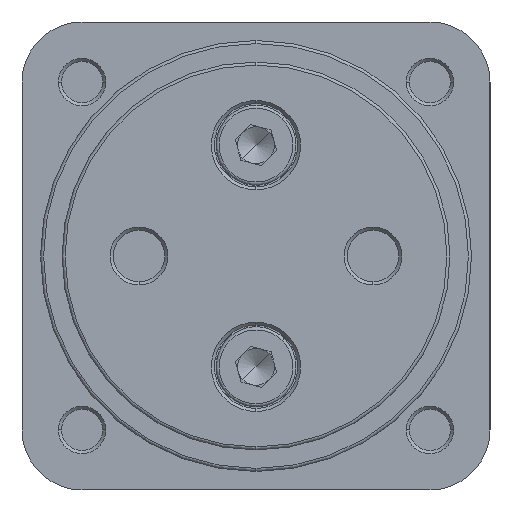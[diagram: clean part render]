
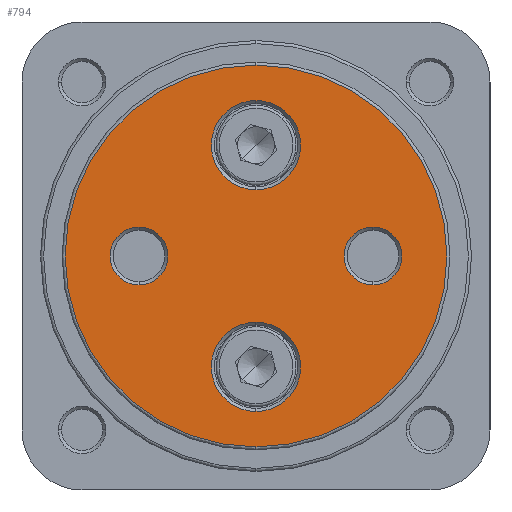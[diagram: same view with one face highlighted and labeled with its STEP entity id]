
A CAD part, left-side view. The second image highlights one B-rep face of the part: STEP entity #794.
In plain terms, the highlighted planar face has unit normal (-1, 0, 0).
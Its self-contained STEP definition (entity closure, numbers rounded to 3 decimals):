
#301 = EDGE_CURVE ( 'NONE', #3343, #3342, #2199, .T. ) ;
#303 = EDGE_CURVE ( 'NONE', #3309, #3308, #2203, .T. ) ;
#325 = EDGE_CURVE ( 'NONE', #3347, #3346, #2237, .T. ) ;
#439 = EDGE_CURVE ( 'NONE', #3286, #3285, #2386, .T. ) ;
#443 = EDGE_CURVE ( 'NONE', #3342, #3343, #2392, .T. ) ;
#445 = EDGE_CURVE ( 'NONE', #3308, #3309, #2395, .T. ) ;
#681 = EDGE_LOOP ( 'NONE', ( #4227, #4226 ) ) ;
#699 = EDGE_LOOP ( 'NONE', ( #4231, #4230 ) ) ;
#700 = EDGE_LOOP ( 'NONE', ( #4225, #4224 ) ) ;
#701 = EDGE_LOOP ( 'NONE', ( #4229, #4228 ) ) ;
#719 = EDGE_LOOP ( 'NONE', ( #4223, #4222 ) ) ;
#794 = ADVANCED_FACE ( 'NONE', ( #2537, #2535, #2540, #2542, #2538 ), #5216, .F. ) ;
#1160 = EDGE_CURVE ( 'NONE', #3346, #3347, #6439, .T. ) ;
#1166 = EDGE_CURVE ( 'NONE', #3312, #3313, #6448, .T. ) ;
#1277 = EDGE_CURVE ( 'NONE', #3313, #3312, #6623, .T. ) ;
#1439 = EDGE_CURVE ( 'NONE', #3285, #3286, #6878, .T. ) ;
#1501 = AXIS2_PLACEMENT_3D ( 'NONE', #3658, #3659, #3660 ) ;
#1504 = AXIS2_PLACEMENT_3D ( 'NONE', #3663, #3664, #3665 ) ;
#1514 = AXIS2_PLACEMENT_3D ( 'NONE', #3703, #3717, #3718 ) ;
#1555 = AXIS2_PLACEMENT_3D ( 'NONE', #3944, #3947, #3948 ) ;
#1557 = AXIS2_PLACEMENT_3D ( 'NONE', #3954, #3957, #3958 ) ;
#1558 = AXIS2_PLACEMENT_3D ( 'NONE', #3951, #3961, #3962 ) ;
#1612 = AXIS2_PLACEMENT_3D ( 'NONE', #5223, #5232, #5233 ) ;
#1888 = AXIS2_PLACEMENT_3D ( 'NONE', #6283, #6284, #6285 ) ;
#1892 = AXIS2_PLACEMENT_3D ( 'NONE', #6290, #7074, #7075 ) ;
#1937 = AXIS2_PLACEMENT_3D ( 'NONE', #7341, #7342, #7343 ) ;
#2008 = AXIS2_PLACEMENT_3D ( 'NONE', #7731, #7737, #7738 ) ;
#2199 = CIRCLE ( 'NONE', #1501, 4.7 ) ;
#2203 = CIRCLE ( 'NONE', #1504, 7.25 ) ;
#2237 = CIRCLE ( 'NONE', #1514, 4.7 ) ;
#2386 = CIRCLE ( 'NONE', #1555, 31. ) ;
#2392 = CIRCLE ( 'NONE', #1557, 4.7 ) ;
#2395 = CIRCLE ( 'NONE', #1558, 7.25 ) ;
#2535 = FACE_BOUND ( 'NONE', #701, .T. ) ;
#2537 = FACE_OUTER_BOUND ( 'NONE', #699, .T. ) ;
#2538 = FACE_BOUND ( 'NONE', #719, .T. ) ;
#2540 = FACE_BOUND ( 'NONE', #681, .T. ) ;
#2542 = FACE_BOUND ( 'NONE', #700, .T. ) ;
#3285 = VERTEX_POINT ( 'NONE', #8009 ) ;
#3286 = VERTEX_POINT ( 'NONE', #8010 ) ;
#3308 = VERTEX_POINT ( 'NONE', #8032 ) ;
#3309 = VERTEX_POINT ( 'NONE', #8033 ) ;
#3312 = VERTEX_POINT ( 'NONE', #8036 ) ;
#3313 = VERTEX_POINT ( 'NONE', #8037 ) ;
#3342 = VERTEX_POINT ( 'NONE', #8066 ) ;
#3343 = VERTEX_POINT ( 'NONE', #8067 ) ;
#3346 = VERTEX_POINT ( 'NONE', #8070 ) ;
#3347 = VERTEX_POINT ( 'NONE', #8071 ) ;
#3658 = CARTESIAN_POINT ( 'NONE',  ( 0., 19., 0. ) ) ;
#3659 = DIRECTION ( 'NONE',  ( 1., 0., 0. ) ) ;
#3660 = DIRECTION ( 'NONE',  ( 0., 0., -1. ) ) ;
#3663 = CARTESIAN_POINT ( 'NONE',  ( 0., 0., 18. ) ) ;
#3664 = DIRECTION ( 'NONE',  ( 1., 0., 0. ) ) ;
#3665 = DIRECTION ( 'NONE',  ( 0., 0., -1. ) ) ;
#3703 = CARTESIAN_POINT ( 'NONE',  ( 0., -19., 0. ) ) ;
#3717 = DIRECTION ( 'NONE',  ( 1., 0., 0. ) ) ;
#3718 = DIRECTION ( 'NONE',  ( 0., 0., -1. ) ) ;
#3944 = CARTESIAN_POINT ( 'NONE',  ( 0., 0., 0. ) ) ;
#3947 = DIRECTION ( 'NONE',  ( -1., 0., 0. ) ) ;
#3948 = DIRECTION ( 'NONE',  ( 0., 0., -1. ) ) ;
#3951 = CARTESIAN_POINT ( 'NONE',  ( 0., 0., 18. ) ) ;
#3954 = CARTESIAN_POINT ( 'NONE',  ( 0., 19., 0. ) ) ;
#3957 = DIRECTION ( 'NONE',  ( 1., 0., 0. ) ) ;
#3958 = DIRECTION ( 'NONE',  ( 0., 0., -1. ) ) ;
#3961 = DIRECTION ( 'NONE',  ( 1., 0., 0. ) ) ;
#3962 = DIRECTION ( 'NONE',  ( 0., 0., -1. ) ) ;
#4222 = ORIENTED_EDGE ( 'NONE', *, *, #443, .T. ) ;
#4223 = ORIENTED_EDGE ( 'NONE', *, *, #301, .T. ) ;
#4224 = ORIENTED_EDGE ( 'NONE', *, *, #1160, .T. ) ;
#4225 = ORIENTED_EDGE ( 'NONE', *, *, #325, .T. ) ;
#4226 = ORIENTED_EDGE ( 'NONE', *, *, #445, .T. ) ;
#4227 = ORIENTED_EDGE ( 'NONE', *, *, #303, .T. ) ;
#4228 = ORIENTED_EDGE ( 'NONE', *, *, #1166, .T. ) ;
#4229 = ORIENTED_EDGE ( 'NONE', *, *, #1277, .T. ) ;
#4230 = ORIENTED_EDGE ( 'NONE', *, *, #1439, .T. ) ;
#4231 = ORIENTED_EDGE ( 'NONE', *, *, #439, .T. ) ;
#5216 = PLANE ( 'NONE',  #1612 ) ;
#5223 = CARTESIAN_POINT ( 'NONE',  ( 0., 0., 0. ) ) ;
#5232 = DIRECTION ( 'NONE',  ( 1., 0., 0. ) ) ;
#5233 = DIRECTION ( 'NONE',  ( 0., 0., -1. ) ) ;
#6283 = CARTESIAN_POINT ( 'NONE',  ( 0., -19., 0. ) ) ;
#6284 = DIRECTION ( 'NONE',  ( 1., 0., 0. ) ) ;
#6285 = DIRECTION ( 'NONE',  ( 0., 0., -1. ) ) ;
#6290 = CARTESIAN_POINT ( 'NONE',  ( 0., 0., -18. ) ) ;
#6439 = CIRCLE ( 'NONE', #1888, 4.7 ) ;
#6448 = CIRCLE ( 'NONE', #1892, 7.25 ) ;
#6623 = CIRCLE ( 'NONE', #1937, 7.25 ) ;
#6878 = CIRCLE ( 'NONE', #2008, 31. ) ;
#7074 = DIRECTION ( 'NONE',  ( 1., 0., 0. ) ) ;
#7075 = DIRECTION ( 'NONE',  ( 0., 0., -1. ) ) ;
#7341 = CARTESIAN_POINT ( 'NONE',  ( 0., 0., -18. ) ) ;
#7342 = DIRECTION ( 'NONE',  ( 1., 0., 0. ) ) ;
#7343 = DIRECTION ( 'NONE',  ( 0., 0., -1. ) ) ;
#7731 = CARTESIAN_POINT ( 'NONE',  ( 0., 0., 0. ) ) ;
#7737 = DIRECTION ( 'NONE',  ( -1., 0., 0. ) ) ;
#7738 = DIRECTION ( 'NONE',  ( 0., 0., -1. ) ) ;
#8009 = CARTESIAN_POINT ( 'NONE',  ( 0., 0., 31. ) ) ;
#8010 = CARTESIAN_POINT ( 'NONE',  ( 0., 0., -31. ) ) ;
#8032 = CARTESIAN_POINT ( 'NONE',  ( 0., 0., 10.75 ) ) ;
#8033 = CARTESIAN_POINT ( 'NONE',  ( 0., 0., 25.25 ) ) ;
#8036 = CARTESIAN_POINT ( 'NONE',  ( 0., 0., -25.25 ) ) ;
#8037 = CARTESIAN_POINT ( 'NONE',  ( 0., 0., -10.75 ) ) ;
#8066 = CARTESIAN_POINT ( 'NONE',  ( 0., 19., -4.7 ) ) ;
#8067 = CARTESIAN_POINT ( 'NONE',  ( 0., 19., 4.7 ) ) ;
#8070 = CARTESIAN_POINT ( 'NONE',  ( 0., -19., -4.7 ) ) ;
#8071 = CARTESIAN_POINT ( 'NONE',  ( 0., -19., 4.7 ) ) ;
